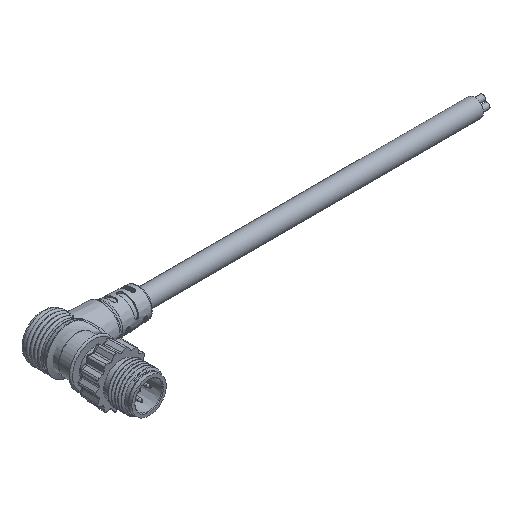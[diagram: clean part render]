
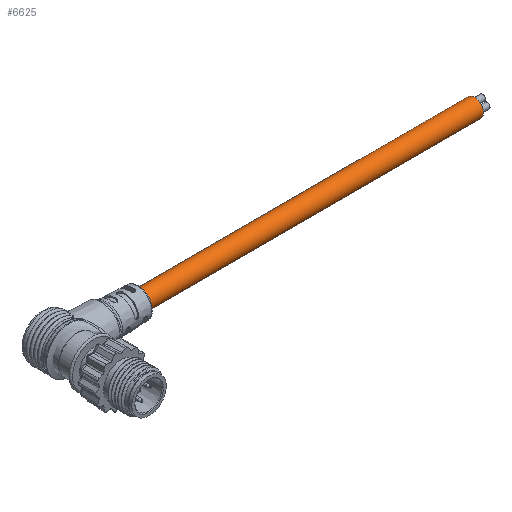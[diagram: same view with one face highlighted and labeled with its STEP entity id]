
A CAD part, isometric view. The second image highlights one B-rep face of the part: STEP entity #6625.
In plain terms, the highlighted cylindrical face has radius 2.75 mm (diameter 5.5 mm), a full revolution.
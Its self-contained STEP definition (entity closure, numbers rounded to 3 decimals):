
#3111=ORIENTED_EDGE('',*,*,#4111,.T.);
#3112=ORIENTED_EDGE('',*,*,#4112,.F.);
#4111=EDGE_CURVE('',#4784,#4784,#5034,.T.);
#4112=EDGE_CURVE('',#4785,#4785,#5035,.T.);
#4784=VERTEX_POINT('',#17422);
#4785=VERTEX_POINT('',#17424);
#5034=CIRCLE('',#7489,2.75);
#5035=CIRCLE('',#7490,2.75);
#5529=EDGE_LOOP('',(#3111));
#5530=EDGE_LOOP('',(#3112));
#6058=FACE_BOUND('',#5529,.T.);
#6059=FACE_BOUND('',#5530,.T.);
#6243=CYLINDRICAL_SURFACE('',#7488,2.75);
#6625=ADVANCED_FACE('',(#6058,#6059),#6243,.T.);
#7488=AXIS2_PLACEMENT_3D('',#17420,#8960,#8961);
#7489=AXIS2_PLACEMENT_3D('',#17421,#8962,#8963);
#7490=AXIS2_PLACEMENT_3D('',#17423,#8964,#8965);
#8960=DIRECTION('',(0.,0.,-1.));
#8961=DIRECTION('',(-1.,0.,0.));
#8962=DIRECTION('',(0.,0.,-1.));
#8963=DIRECTION('',(1.,0.,0.));
#8964=DIRECTION('',(0.,0.,-1.));
#8965=DIRECTION('',(1.,0.,0.));
#17420=CARTESIAN_POINT('',(0.,0.,60.));
#17421=CARTESIAN_POINT('',(0.,0.,60.));
#17422=CARTESIAN_POINT('',(2.75,0.,60.));
#17423=CARTESIAN_POINT('',(0.,0.,-60.));
#17424=CARTESIAN_POINT('',(2.75,0.,-60.));
